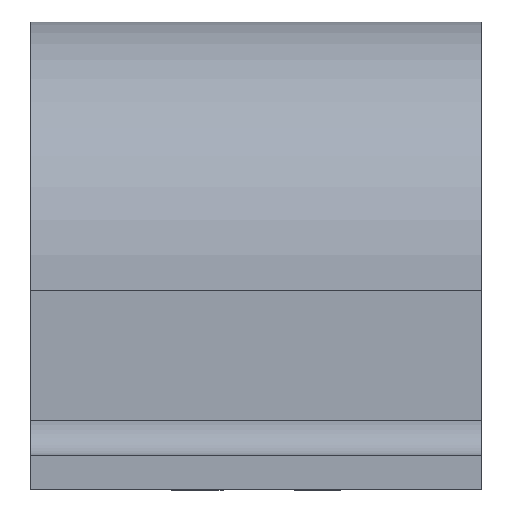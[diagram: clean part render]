
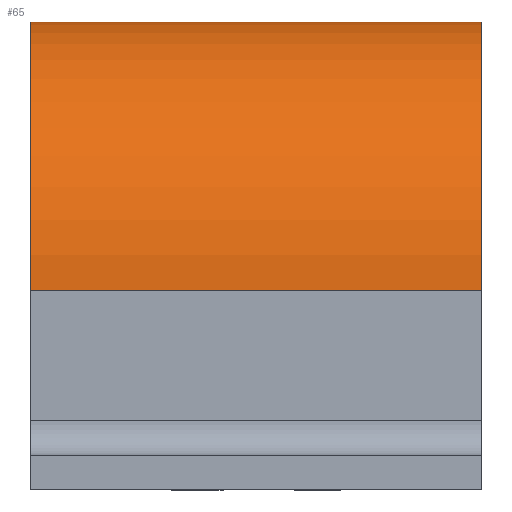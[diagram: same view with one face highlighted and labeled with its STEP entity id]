
A CAD part, left-side view. The second image highlights one B-rep face of the part: STEP entity #65.
In plain terms, the highlighted free-form (B-spline) face has degree [3, 1] with [4, 2] control points.
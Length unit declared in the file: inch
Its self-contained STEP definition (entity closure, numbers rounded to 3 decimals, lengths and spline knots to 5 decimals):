
#65=ADVANCED_FACE('',(#145),#146,.T.);
#145=FACE_OUTER_BOUND('',#269,.T.);
#146=B_SPLINE_SURFACE_WITH_KNOTS('',3,1,((#270,#271),(#272,#273),(#274,#275),(#276,#277)),.UNSPECIFIED.,.F.,.F.,.F.,(4,4),(2,2),(-1.0,-0.0),(0.0,1.625),.UNSPECIFIED.);
#269=EDGE_LOOP('',(#475,#476,#477,#478));
#270=CARTESIAN_POINT('',(1.84374,1.625,1.68749));
#271=CARTESIAN_POINT('',(1.84374,0.,1.68749));
#272=CARTESIAN_POINT('',(1.30872,1.625,1.68749));
#273=CARTESIAN_POINT('',(1.30872,0.,1.68749));
#274=CARTESIAN_POINT('',(0.87499,1.625,1.25376));
#275=CARTESIAN_POINT('',(0.87499,0.,1.25376));
#276=CARTESIAN_POINT('',(0.87499,1.625,0.71874));
#277=CARTESIAN_POINT('',(0.87499,0.,0.71874));
#475=ORIENTED_EDGE('',*,*,#686,.T.);
#476=ORIENTED_EDGE('',*,*,#687,.F.);
#477=ORIENTED_EDGE('',*,*,#670,.F.);
#478=ORIENTED_EDGE('',*,*,#688,.T.);
#670=EDGE_CURVE('',#796,#798,#799,.T.);
#686=EDGE_CURVE('',#823,#824,#825,.T.);
#687=EDGE_CURVE('',#798,#824,#826,.T.);
#688=EDGE_CURVE('',#796,#823,#827,.T.);
#796=VERTEX_POINT('',#991);
#798=VERTEX_POINT('',#994);
#799=B_SPLINE_CURVE_WITH_KNOTS('',3,(#995,#996,#997,#998),.UNSPECIFIED.,.F.,.F.,(4,4),(0.0,1.0),.UNSPECIFIED.);
#823=VERTEX_POINT('',#1046);
#824=VERTEX_POINT('',#1047);
#825=B_SPLINE_CURVE_WITH_KNOTS('',3,(#1048,#1049,#1050,#1051),.UNSPECIFIED.,.F.,.F.,(4,4),(0.0,1.0),.UNSPECIFIED.);
#826=LINE('',#1052,#1053);
#827=LINE('',#1054,#1055);
#991=CARTESIAN_POINT('',(0.87499,1.625,0.71874));
#994=CARTESIAN_POINT('',(1.84374,1.625,1.68749));
#995=CARTESIAN_POINT('',(0.87499,1.625,0.71874));
#996=CARTESIAN_POINT('',(0.87499,1.625,1.25376));
#997=CARTESIAN_POINT('',(1.30872,1.625,1.68749));
#998=CARTESIAN_POINT('',(1.84374,1.625,1.68749));
#1046=CARTESIAN_POINT('',(0.87499,0.,0.71874));
#1047=CARTESIAN_POINT('',(1.84374,0.,1.68749));
#1048=CARTESIAN_POINT('',(0.87499,0.,0.71874));
#1049=CARTESIAN_POINT('',(0.87499,0.,1.25376));
#1050=CARTESIAN_POINT('',(1.30872,0.,1.68749));
#1051=CARTESIAN_POINT('',(1.84374,0.,1.68749));
#1052=CARTESIAN_POINT('',(1.84374,1.625,1.68749));
#1053=VECTOR('',#1231,1.0);
#1054=CARTESIAN_POINT('',(0.87499,1.625,0.71874));
#1055=VECTOR('',#1232,1.0);
#1231=DIRECTION('',(0.0,-1.0,0.0));
#1232=DIRECTION('',(0.0,-1.0,0.0));
